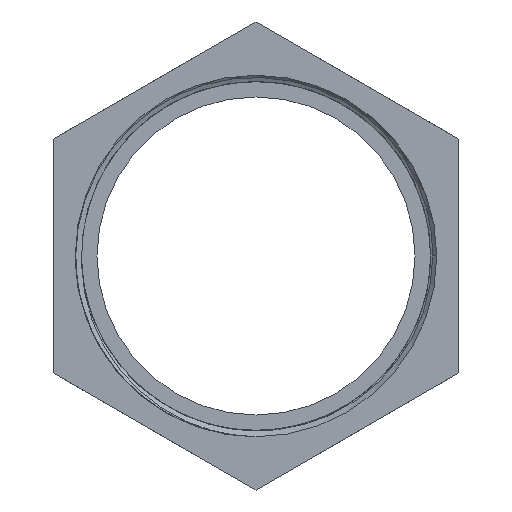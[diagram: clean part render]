
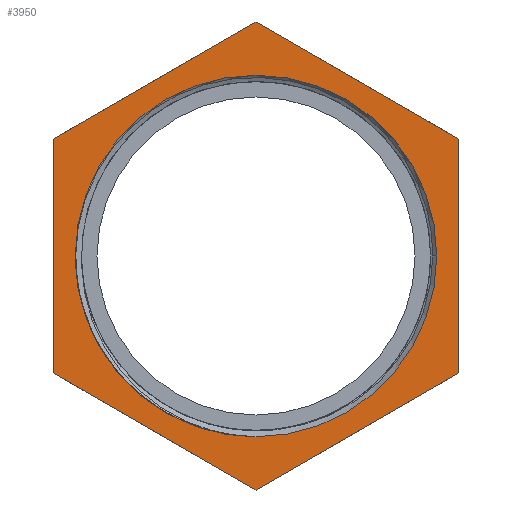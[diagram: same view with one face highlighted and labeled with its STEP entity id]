
A CAD part, front view. The second image highlights one B-rep face of the part: STEP entity #3950.
In plain terms, the highlighted planar face has unit normal (0, -1, 0).
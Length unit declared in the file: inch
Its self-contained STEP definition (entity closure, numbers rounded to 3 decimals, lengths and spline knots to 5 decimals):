
#1765=DIRECTION('',(0.,0.,-1.));
#1766=VECTOR('',#1765,1.29904);
#1767=CARTESIAN_POINT('',(1.125,-0.826,0.64952));
#1768=LINE('',#1767,#1766);
#1769=DIRECTION('',(-0.866,0.,-0.5));
#1770=VECTOR('',#1769,1.29904);
#1771=CARTESIAN_POINT('',(1.125,-0.826,-0.64952));
#1772=LINE('',#1771,#1770);
#1773=DIRECTION('',(-0.866,0.,0.5));
#1774=VECTOR('',#1773,1.29904);
#1775=CARTESIAN_POINT('',(0.,-0.826,-1.29904));
#1776=LINE('',#1775,#1774);
#1777=DIRECTION('',(0.,0.,1.));
#1778=VECTOR('',#1777,1.29904);
#1779=CARTESIAN_POINT('',(-1.125,-0.826,-0.64952));
#1780=LINE('',#1779,#1778);
#1781=DIRECTION('',(0.866,0.,0.5));
#1782=VECTOR('',#1781,1.29904);
#1783=CARTESIAN_POINT('',(-1.125,-0.826,0.64952));
#1784=LINE('',#1783,#1782);
#1785=DIRECTION('',(0.866,0.,-0.5));
#1786=VECTOR('',#1785,1.29904);
#1787=CARTESIAN_POINT('',(0.,-0.826,1.29904));
#1788=LINE('',#1787,#1786);
#1789=CARTESIAN_POINT('',(0.,-0.826,0.));
#1790=DIRECTION('',(0.,1.,0.));
#1791=DIRECTION('',(-1.,0.,0.));
#1792=AXIS2_PLACEMENT_3D('',#1789,#1790,#1791);
#1794=CARTESIAN_POINT('',(0.,-0.826,0.));
#1795=DIRECTION('',(0.,1.,0.));
#1796=DIRECTION('',(1.,0.,0.));
#1797=AXIS2_PLACEMENT_3D('',#1794,#1795,#1796);
#1921=CARTESIAN_POINT('',(1.125,-0.826,0.64952));
#1922=CARTESIAN_POINT('',(1.125,-0.826,-0.64952));
#1923=VERTEX_POINT('',#1921);
#1924=VERTEX_POINT('',#1922);
#1925=CARTESIAN_POINT('',(0.,-0.826,-1.29904));
#1926=VERTEX_POINT('',#1925);
#1927=CARTESIAN_POINT('',(-1.125,-0.826,-0.64952));
#1928=VERTEX_POINT('',#1927);
#1929=CARTESIAN_POINT('',(-1.125,-0.826,0.64952));
#1930=VERTEX_POINT('',#1929);
#1931=CARTESIAN_POINT('',(0.,-0.826,1.29904));
#1932=VERTEX_POINT('',#1931);
#1979=CARTESIAN_POINT('',(-1.0035,-0.826,0.));
#1980=CARTESIAN_POINT('',(1.0035,-0.826,0.));
#1981=VERTEX_POINT('',#1979);
#1982=VERTEX_POINT('',#1980);
#3927=CARTESIAN_POINT('',(0.,-0.826,0.));
#3928=DIRECTION('',(0.,1.,0.));
#3929=DIRECTION('',(1.,0.,0.));
#3930=AXIS2_PLACEMENT_3D('',#3927,#3928,#3929);
#3931=PLANE('',#3930);
#3933=ORIENTED_EDGE('',*,*,#3932,.T.);
#3935=ORIENTED_EDGE('',*,*,#3934,.T.);
#3937=ORIENTED_EDGE('',*,*,#3936,.T.);
#3939=ORIENTED_EDGE('',*,*,#3938,.T.);
#3941=ORIENTED_EDGE('',*,*,#3940,.T.);
#3943=ORIENTED_EDGE('',*,*,#3942,.T.);
#3944=EDGE_LOOP('',(#3933,#3935,#3937,#3939,#3941,#3943));
#3945=FACE_OUTER_BOUND('',#3944,.F.);
#3946=ORIENTED_EDGE('',*,*,#3921,.F.);
#3947=ORIENTED_EDGE('',*,*,#3751,.F.);
#3948=EDGE_LOOP('',(#3946,#3947));
#3949=FACE_BOUND('',#3948,.F.);
#3950=ADVANCED_FACE('',(#3945,#3949),#3931,.F.);
#1793=CIRCLE('',#1792,1.0035);
#1798=CIRCLE('',#1797,1.0035);
#3751=EDGE_CURVE('',#1982,#1981,#1798,.T.);
#3921=EDGE_CURVE('',#1981,#1982,#1793,.T.);
#3932=EDGE_CURVE('',#1923,#1924,#1768,.T.);
#3934=EDGE_CURVE('',#1924,#1926,#1772,.T.);
#3936=EDGE_CURVE('',#1926,#1928,#1776,.T.);
#3938=EDGE_CURVE('',#1928,#1930,#1780,.T.);
#3940=EDGE_CURVE('',#1930,#1932,#1784,.T.);
#3942=EDGE_CURVE('',#1932,#1923,#1788,.T.);
